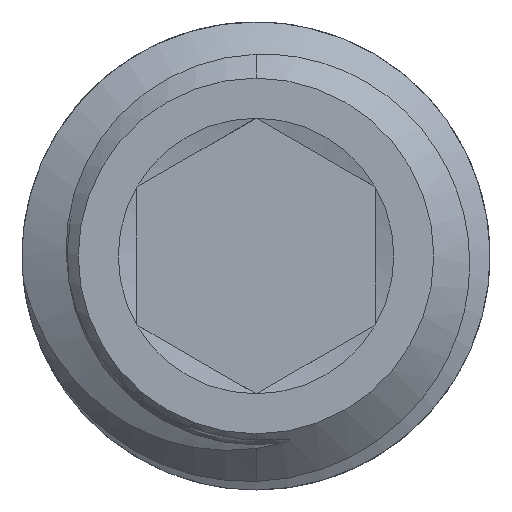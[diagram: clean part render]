
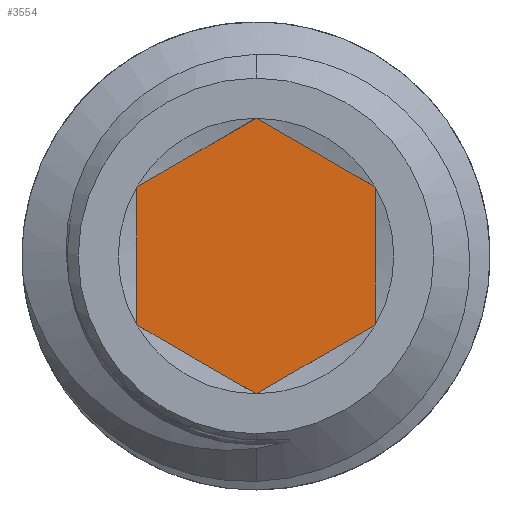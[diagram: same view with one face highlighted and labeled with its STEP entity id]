
A CAD part, front view. The second image highlights one B-rep face of the part: STEP entity #3554.
In plain terms, the highlighted planar face has unit normal (0, -1, 0).
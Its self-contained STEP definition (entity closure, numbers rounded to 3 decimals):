
#97 = CARTESIAN_POINT ( 'NONE',  ( 1.275, -2.5, -0.736 ) ) ;
#452 = LINE ( 'NONE', #2765, #3828 ) ;
#496 = CARTESIAN_POINT ( 'NONE',  ( -1.275, -2.5, -0.736 ) ) ;
#590 = ORIENTED_EDGE ( 'NONE', *, *, #2069, .T. ) ;
#625 = VECTOR ( 'NONE', #1574, 1000. ) ;
#694 = AXIS2_PLACEMENT_3D ( 'NONE', #2302, #1013, #2644 ) ;
#759 = CARTESIAN_POINT ( 'NONE',  ( -1.275, -2.5, 0.736 ) ) ;
#876 = VECTOR ( 'NONE', #3091, 1000. ) ;
#971 = CARTESIAN_POINT ( 'NONE',  ( 0., -2.5, 1.472 ) ) ;
#1013 = DIRECTION ( 'NONE',  ( 0., -1., 0. ) ) ;
#1084 = ORIENTED_EDGE ( 'NONE', *, *, #3090, .T. ) ;
#1355 = CARTESIAN_POINT ( 'NONE',  ( 1.275, -2.5, 0.736 ) ) ;
#1534 = LINE ( 'NONE', #1355, #3152 ) ;
#1561 = EDGE_CURVE ( 'NONE', #3911, #1809, #3407, .T. ) ;
#1574 = DIRECTION ( 'NONE',  ( -0.866, 0., -0.5 ) ) ;
#1666 = EDGE_LOOP ( 'NONE', ( #3271, #590, #3543, #1749, #2703, #1084 ) ) ;
#1737 = LINE ( 'NONE', #3382, #876 ) ;
#1749 = ORIENTED_EDGE ( 'NONE', *, *, #1561, .T. ) ;
#1809 = VERTEX_POINT ( 'NONE', #759 ) ;
#1868 = VERTEX_POINT ( 'NONE', #3361 ) ;
#2001 = EDGE_CURVE ( 'NONE', #3473, #3911, #1534, .T. ) ;
#2069 = EDGE_CURVE ( 'NONE', #2973, #3473, #3833, .T. ) ;
#2196 = LINE ( 'NONE', #2696, #3626 ) ;
#2302 = CARTESIAN_POINT ( 'NONE',  ( 0., -2.5, 0. ) ) ;
#2542 = CARTESIAN_POINT ( 'NONE',  ( 0., -2.5, 1.472 ) ) ;
#2644 = DIRECTION ( 'NONE',  ( 0., 0., -1. ) ) ;
#2657 = DIRECTION ( 'NONE',  ( -0.866, 0., 0.5 ) ) ;
#2696 = CARTESIAN_POINT ( 'NONE',  ( 0., -2.5, -1.472 ) ) ;
#2703 = ORIENTED_EDGE ( 'NONE', *, *, #4045, .T. ) ;
#2765 = CARTESIAN_POINT ( 'NONE',  ( -1.275, -2.5, 0.736 ) ) ;
#2907 = EDGE_CURVE ( 'NONE', #1868, #2973, #2196, .T. ) ;
#2973 = VERTEX_POINT ( 'NONE', #3562 ) ;
#3014 = DIRECTION ( 'NONE',  ( 0., 0., 1. ) ) ;
#3090 = EDGE_CURVE ( 'NONE', #3968, #1868, #1737, .T. ) ;
#3091 = DIRECTION ( 'NONE',  ( 0.866, 0., -0.5 ) ) ;
#3125 = DIRECTION ( 'NONE',  ( 0., 0., -1. ) ) ;
#3152 = VECTOR ( 'NONE', #2657, 1000. ) ;
#3271 = ORIENTED_EDGE ( 'NONE', *, *, #2907, .T. ) ;
#3361 = CARTESIAN_POINT ( 'NONE',  ( 0., -2.5, -1.472 ) ) ;
#3382 = CARTESIAN_POINT ( 'NONE',  ( -1.275, -2.5, -0.736 ) ) ;
#3407 = LINE ( 'NONE', #2542, #625 ) ;
#3473 = VERTEX_POINT ( 'NONE', #3694 ) ;
#3520 = VECTOR ( 'NONE', #3014, 1000. ) ;
#3543 = ORIENTED_EDGE ( 'NONE', *, *, #2001, .T. ) ;
#3554 = ADVANCED_FACE ( 'NONE', ( #4084 ), #3942, .T. ) ;
#3562 = CARTESIAN_POINT ( 'NONE',  ( 1.275, -2.5, -0.736 ) ) ;
#3626 = VECTOR ( 'NONE', #3978, 1000. ) ;
#3694 = CARTESIAN_POINT ( 'NONE',  ( 1.275, -2.5, 0.736 ) ) ;
#3828 = VECTOR ( 'NONE', #3125, 1000. ) ;
#3833 = LINE ( 'NONE', #97, #3520 ) ;
#3911 = VERTEX_POINT ( 'NONE', #971 ) ;
#3942 = PLANE ( 'NONE',  #694 ) ;
#3968 = VERTEX_POINT ( 'NONE', #496 ) ;
#3978 = DIRECTION ( 'NONE',  ( 0.866, 0., 0.5 ) ) ;
#4045 = EDGE_CURVE ( 'NONE', #1809, #3968, #452, .T. ) ;
#4084 = FACE_OUTER_BOUND ( 'NONE', #1666, .T. ) ;
